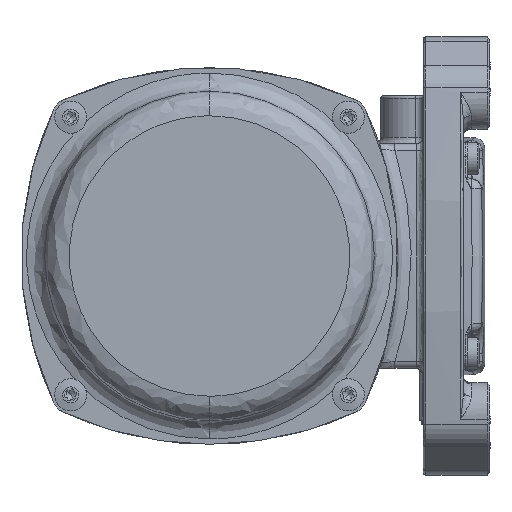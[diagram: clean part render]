
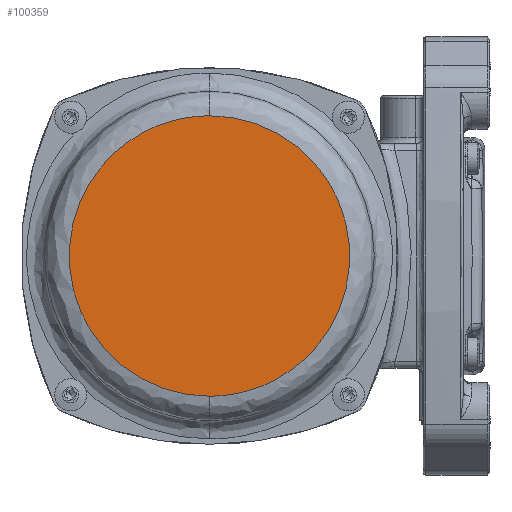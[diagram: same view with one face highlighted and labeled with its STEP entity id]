
A CAD part, left-side view. The second image highlights one B-rep face of the part: STEP entity #100359.
In plain terms, the highlighted planar face has unit normal (-1, 0, 0).
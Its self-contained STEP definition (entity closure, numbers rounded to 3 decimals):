
#3084 =( BOUNDED_CURVE ( )  B_SPLINE_CURVE ( 3, ( #45261, #9661, #21863, #103316 ),
 .UNSPECIFIED., .F., .F. ) 
 B_SPLINE_CURVE_WITH_KNOTS ( ( 4, 4 ),
 ( 0., 1. ),
 .UNSPECIFIED. ) 
 CURVE ( )  GEOMETRIC_REPRESENTATION_ITEM ( )  RATIONAL_B_SPLINE_CURVE ( ( 1., 0.333, 0.333, 1. ) ) 
 REPRESENTATION_ITEM ( '' )  );
#7019 = CARTESIAN_POINT ( 'NONE',  ( -127.5, 105., 52.5 ) ) ;
#9661 = CARTESIAN_POINT ( 'NONE',  ( -127.5, 210., -52.5 ) ) ;
#10120 = AXIS2_PLACEMENT_3D ( 'NONE', #119464, #97472, #19124 ) ;
#15528 = CARTESIAN_POINT ( 'NONE',  ( -127.5, 105., -52.5 ) ) ;
#18331 = CARTESIAN_POINT ( 'NONE',  ( -127.5, 105., 52.5 ) ) ;
#19124 = DIRECTION ( 'NONE',  ( 0., 0., -1. ) ) ;
#20656 = ORIENTED_EDGE ( 'NONE', *, *, #96480, .F. ) ;
#21863 = CARTESIAN_POINT ( 'NONE',  ( -127.5, 210., 52.5 ) ) ;
#30783 =( BOUNDED_CURVE ( )  B_SPLINE_CURVE ( 3, ( #7019, #98082, #52323, #75726 ),
 .UNSPECIFIED., .F., .F. ) 
 B_SPLINE_CURVE_WITH_KNOTS ( ( 4, 4 ),
 ( 0., 1. ),
 .UNSPECIFIED. ) 
 CURVE ( )  GEOMETRIC_REPRESENTATION_ITEM ( )  RATIONAL_B_SPLINE_CURVE ( ( 1., 0.333, 0.333, 1. ) ) 
 REPRESENTATION_ITEM ( '' )  );
#33797 = VERTEX_POINT ( 'NONE', #15528 ) ;
#45261 = CARTESIAN_POINT ( 'NONE',  ( -127.5, 105., -52.5 ) ) ;
#52323 = CARTESIAN_POINT ( 'NONE',  ( -127.5, 0., -52.5 ) ) ;
#70997 = EDGE_LOOP ( 'NONE', ( #20656, #127540 ) ) ;
#75726 = CARTESIAN_POINT ( 'NONE',  ( -127.5, 105., -52.5 ) ) ;
#95485 = PLANE ( 'NONE',  #10120 ) ;
#96480 = EDGE_CURVE ( 'NONE', #33797, #106122, #3084, .T. ) ;
#97472 = DIRECTION ( 'NONE',  ( 1., 0., 0. ) ) ;
#98082 = CARTESIAN_POINT ( 'NONE',  ( -127.5, 0., 52.5 ) ) ;
#100359 = ADVANCED_FACE ( 'NONE', ( #107356 ), #95485, .F. ) ;
#103316 = CARTESIAN_POINT ( 'NONE',  ( -127.5, 105., 52.5 ) ) ;
#106122 = VERTEX_POINT ( 'NONE', #18331 ) ;
#107356 = FACE_OUTER_BOUND ( 'NONE', #70997, .T. ) ;
#115313 = EDGE_CURVE ( 'NONE', #106122, #33797, #30783, .T. ) ;
#119464 = CARTESIAN_POINT ( 'NONE',  ( -127.5, 105., 61.7 ) ) ;
#127540 = ORIENTED_EDGE ( 'NONE', *, *, #115313, .F. ) ;
